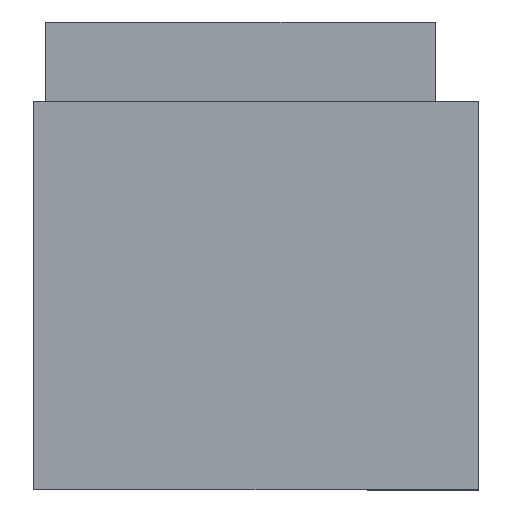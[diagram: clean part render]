
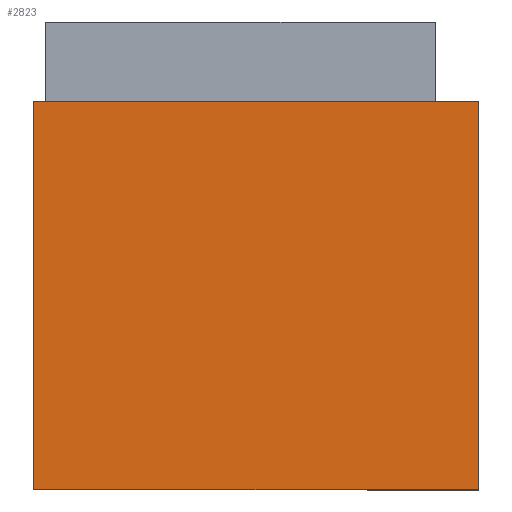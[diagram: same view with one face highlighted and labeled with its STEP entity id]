
A CAD part, top view. The second image highlights one B-rep face of the part: STEP entity #2823.
In plain terms, the highlighted planar face has unit normal (0, 0, 1).
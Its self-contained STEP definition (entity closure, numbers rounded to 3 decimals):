
#2509 = VERTEX_POINT('',#2510);
#2510 = CARTESIAN_POINT('',(-11.4,9.95,2.45));
#2517 = PLANE('',#2518);
#2518 = AXIS2_PLACEMENT_3D('',#2519,#2520,#2521);
#2519 = CARTESIAN_POINT('',(-11.4,9.95,0.));
#2520 = DIRECTION('',(0.,1.,0.));
#2521 = DIRECTION('',(1.,0.,0.));
#2529 = PLANE('',#2530);
#2530 = AXIS2_PLACEMENT_3D('',#2531,#2532,#2533);
#2531 = CARTESIAN_POINT('',(-11.4,-9.95,0.));
#2532 = DIRECTION('',(-1.,0.,0.));
#2533 = DIRECTION('',(0.,1.,0.));
#2541 = EDGE_CURVE('',#2509,#2542,#2544,.T.);
#2542 = VERTEX_POINT('',#2543);
#2543 = CARTESIAN_POINT('',(11.4,9.95,2.45));
#2544 = SURFACE_CURVE('',#2545,(#2549,#2556),.PCURVE_S1.);
#2545 = LINE('',#2546,#2547);
#2546 = CARTESIAN_POINT('',(-11.4,9.95,2.45));
#2547 = VECTOR('',#2548,1.);
#2548 = DIRECTION('',(1.,0.,0.));
#2549 = PCURVE('',#2517,#2550);
#2550 = DEFINITIONAL_REPRESENTATION('',(#2551),#2555);
#2551 = LINE('',#2552,#2553);
#2552 = CARTESIAN_POINT('',(0.,-2.45));
#2553 = VECTOR('',#2554,1.);
#2554 = DIRECTION('',(1.,0.));
#2555 = ( GEOMETRIC_REPRESENTATION_CONTEXT(2) 
PARAMETRIC_REPRESENTATION_CONTEXT() REPRESENTATION_CONTEXT('2D SPACE',''
  ) );
#2556 = PCURVE('',#2557,#2562);
#2557 = PLANE('',#2558);
#2558 = AXIS2_PLACEMENT_3D('',#2559,#2560,#2561);
#2559 = CARTESIAN_POINT('',(-11.4,9.95,2.45));
#2560 = DIRECTION('',(0.,0.,1.));
#2561 = DIRECTION('',(1.,0.,0.));
#2562 = DEFINITIONAL_REPRESENTATION('',(#2563),#2567);
#2563 = LINE('',#2564,#2565);
#2564 = CARTESIAN_POINT('',(0.,0.));
#2565 = VECTOR('',#2566,1.);
#2566 = DIRECTION('',(1.,0.));
#2567 = ( GEOMETRIC_REPRESENTATION_CONTEXT(2) 
PARAMETRIC_REPRESENTATION_CONTEXT() REPRESENTATION_CONTEXT('2D SPACE',''
  ) );
#2585 = PLANE('',#2586);
#2586 = AXIS2_PLACEMENT_3D('',#2587,#2588,#2589);
#2587 = CARTESIAN_POINT('',(11.4,9.95,0.));
#2588 = DIRECTION('',(1.,0.,0.));
#2589 = DIRECTION('',(0.,-1.,0.));
#2627 = EDGE_CURVE('',#2542,#2628,#2630,.T.);
#2628 = VERTEX_POINT('',#2629);
#2629 = CARTESIAN_POINT('',(11.4,-9.95,2.45));
#2630 = SURFACE_CURVE('',#2631,(#2635,#2642),.PCURVE_S1.);
#2631 = LINE('',#2632,#2633);
#2632 = CARTESIAN_POINT('',(11.4,9.95,2.45));
#2633 = VECTOR('',#2634,1.);
#2634 = DIRECTION('',(0.,-1.,0.));
#2635 = PCURVE('',#2585,#2636);
#2636 = DEFINITIONAL_REPRESENTATION('',(#2637),#2641);
#2637 = LINE('',#2638,#2639);
#2638 = CARTESIAN_POINT('',(0.,-2.45));
#2639 = VECTOR('',#2640,1.);
#2640 = DIRECTION('',(1.,0.));
#2641 = ( GEOMETRIC_REPRESENTATION_CONTEXT(2) 
PARAMETRIC_REPRESENTATION_CONTEXT() REPRESENTATION_CONTEXT('2D SPACE',''
  ) );
#2642 = PCURVE('',#2557,#2643);
#2643 = DEFINITIONAL_REPRESENTATION('',(#2644),#2648);
#2644 = LINE('',#2645,#2646);
#2645 = CARTESIAN_POINT('',(22.8,0.));
#2646 = VECTOR('',#2647,1.);
#2647 = DIRECTION('',(0.,-1.));
#2648 = ( GEOMETRIC_REPRESENTATION_CONTEXT(2) 
PARAMETRIC_REPRESENTATION_CONTEXT() REPRESENTATION_CONTEXT('2D SPACE',''
  ) );
#2666 = PLANE('',#2667);
#2667 = AXIS2_PLACEMENT_3D('',#2668,#2669,#2670);
#2668 = CARTESIAN_POINT('',(11.4,-9.95,0.));
#2669 = DIRECTION('',(0.,-1.,0.));
#2670 = DIRECTION('',(-1.,0.,0.));
#2703 = EDGE_CURVE('',#2628,#2704,#2706,.T.);
#2704 = VERTEX_POINT('',#2705);
#2705 = CARTESIAN_POINT('',(-11.4,-9.95,2.45));
#2706 = SURFACE_CURVE('',#2707,(#2711,#2718),.PCURVE_S1.);
#2707 = LINE('',#2708,#2709);
#2708 = CARTESIAN_POINT('',(11.4,-9.95,2.45));
#2709 = VECTOR('',#2710,1.);
#2710 = DIRECTION('',(-1.,0.,0.));
#2711 = PCURVE('',#2666,#2712);
#2712 = DEFINITIONAL_REPRESENTATION('',(#2713),#2717);
#2713 = LINE('',#2714,#2715);
#2714 = CARTESIAN_POINT('',(0.,-2.45));
#2715 = VECTOR('',#2716,1.);
#2716 = DIRECTION('',(1.,0.));
#2717 = ( GEOMETRIC_REPRESENTATION_CONTEXT(2) 
PARAMETRIC_REPRESENTATION_CONTEXT() REPRESENTATION_CONTEXT('2D SPACE',''
  ) );
#2718 = PCURVE('',#2557,#2719);
#2719 = DEFINITIONAL_REPRESENTATION('',(#2720),#2724);
#2720 = LINE('',#2721,#2722);
#2721 = CARTESIAN_POINT('',(22.8,-19.9));
#2722 = VECTOR('',#2723,1.);
#2723 = DIRECTION('',(-1.,0.));
#2724 = ( GEOMETRIC_REPRESENTATION_CONTEXT(2) 
PARAMETRIC_REPRESENTATION_CONTEXT() REPRESENTATION_CONTEXT('2D SPACE',''
  ) );
#2774 = EDGE_CURVE('',#2704,#2509,#2775,.T.);
#2775 = SURFACE_CURVE('',#2776,(#2780,#2787),.PCURVE_S1.);
#2776 = LINE('',#2777,#2778);
#2777 = CARTESIAN_POINT('',(-11.4,-9.95,2.45));
#2778 = VECTOR('',#2779,1.);
#2779 = DIRECTION('',(0.,1.,0.));
#2780 = PCURVE('',#2529,#2781);
#2781 = DEFINITIONAL_REPRESENTATION('',(#2782),#2786);
#2782 = LINE('',#2783,#2784);
#2783 = CARTESIAN_POINT('',(0.,-2.45));
#2784 = VECTOR('',#2785,1.);
#2785 = DIRECTION('',(1.,0.));
#2786 = ( GEOMETRIC_REPRESENTATION_CONTEXT(2) 
PARAMETRIC_REPRESENTATION_CONTEXT() REPRESENTATION_CONTEXT('2D SPACE',''
  ) );
#2787 = PCURVE('',#2557,#2788);
#2788 = DEFINITIONAL_REPRESENTATION('',(#2789),#2793);
#2789 = LINE('',#2790,#2791);
#2790 = CARTESIAN_POINT('',(0.,-19.9));
#2791 = VECTOR('',#2792,1.);
#2792 = DIRECTION('',(0.,1.));
#2793 = ( GEOMETRIC_REPRESENTATION_CONTEXT(2) 
PARAMETRIC_REPRESENTATION_CONTEXT() REPRESENTATION_CONTEXT('2D SPACE',''
  ) );
#2823 = ADVANCED_FACE('',(#2824),#2557,.T.);
#2824 = FACE_BOUND('',#2825,.F.);
#2825 = EDGE_LOOP('',(#2826,#2827,#2828,#2829));
#2826 = ORIENTED_EDGE('',*,*,#2541,.T.);
#2827 = ORIENTED_EDGE('',*,*,#2627,.T.);
#2828 = ORIENTED_EDGE('',*,*,#2703,.T.);
#2829 = ORIENTED_EDGE('',*,*,#2774,.T.);
